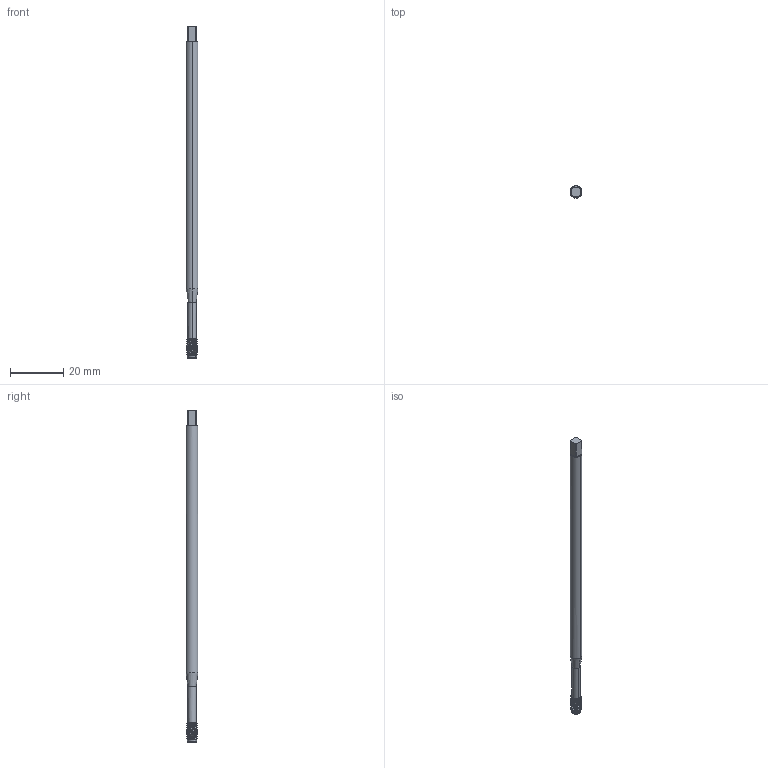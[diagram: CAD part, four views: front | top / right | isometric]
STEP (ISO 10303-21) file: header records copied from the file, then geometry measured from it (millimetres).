
FILE_DESCRIPTION(('no description'),'unknown implementation level');
FILE_NAME('solidAxo5vEZjByUe1vbg6sQV8p4mrAU_1.STP',' ',('CIM GmbH Aachen'),('CADClick - KiM GmbH - www.kimweb.de'),'unknown preprocess','ACIS','unknown authorization');
FILE_SCHEMA(('automotive_design'));
Length unit declared in the file: millimetre
Products named in the file (2): 1; 2
Bounding box: 4.5 x 4.5 x 125 mm (x, y, z)
Volume: 1776.8 mm3; surface area: 1873.2 mm2
Topology: 2 solids, 2 shells, 249 faces, 699 edges, 450 vertices
Faces by surface type: cone 123, cylinder 100, plane 17, bspline 6, revolution 3
Entity records: 19303 total; most frequent: CARTESIAN_POINT 5527, STYLED_ITEM 1396, PRESENTATION_STYLE_ASSIGNMENT 1396, COLOUR_RGB 1396, ORIENTED_EDGE 1390, DIRECTION 1149, EDGE_CURVE 695, CURVE_STYLE 695
